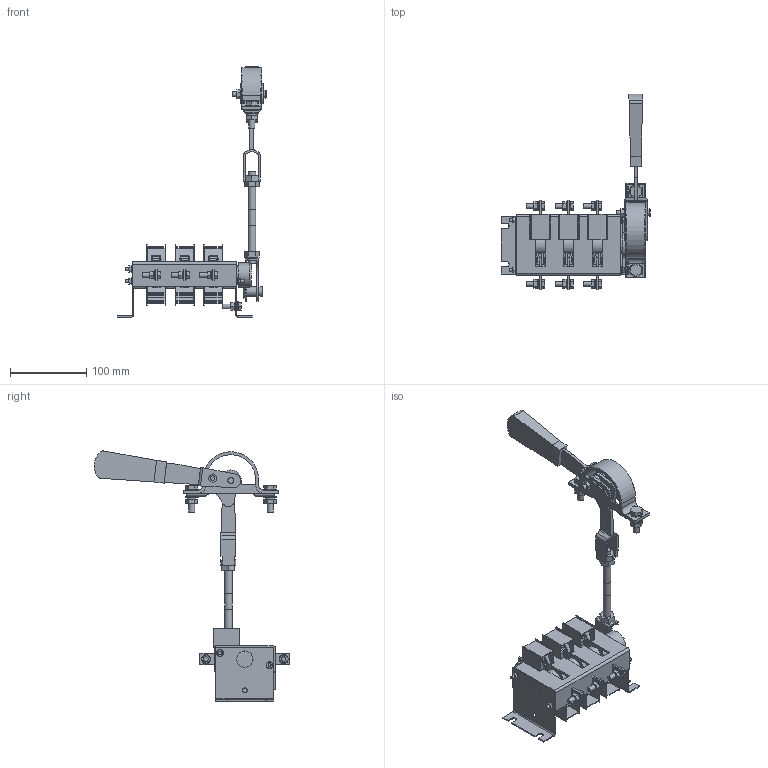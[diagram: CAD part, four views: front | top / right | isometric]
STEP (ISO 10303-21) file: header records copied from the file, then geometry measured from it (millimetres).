
FILE_DESCRIPTION (( 'STEP AP214' ), '1' );
FILE_NAME ('SRK01-121-100 Âûêëþ÷àòåëü-ðàçúåäèíèòåëü ÂÐ32È-31A31240 100À IEK.STEP', '2018-05-08T12:33:02', ( '' ), ( '' ), 'SwSTEP 2.0', 'SolidWorks 2014', '' );
FILE_SCHEMA (( 'AUTOMOTIVE_DESIGN' ));
Length unit declared in the file: millimetre
Products named in the file (1): SRK01-121-100 Âûêëþ÷àòåëü-ðàçúåäèíèòåëü ÂÐ32È-31A31240 100À IEK
Bounding box: 196 x 256.65 x 328.14 mm (x, y, z)
Volume: 484486 mm3; surface area: 228816.6 mm2
Topology: 32 solids, 33 shells, 1664 faces, 4570 edges, 3033 vertices
Faces by surface type: plane 1127, cylinder 532, torus 3, cone 1, bspline 1
Full cylindrical faces by diameter (mm): 4 x8, 4.1 x4, 6 x16, 6.2 x1, 6.3 x15, 6.5 x8, 7 x1, 7.2 x1, 8 x10, 8.2 x4, 9 x4, 9.2 x4, 9.998 x2, 10 x5, 11.364 x1, 12 x19, 12.4 x1, 12.5 x3, 15 x2, 17 x4, 18 x1, 21.3 x2, 21.5 x2, 22.3 x1, 32 x1
Entity records: 52568 total; most frequent: CARTESIAN_POINT 9531, ORIENTED_EDGE 8788, DIRECTION 8733, EDGE_CURVE 4394, VECTOR 3175, LINE 3175, VERTEX_POINT 2979, AXIS2_PLACEMENT_3D 2779
